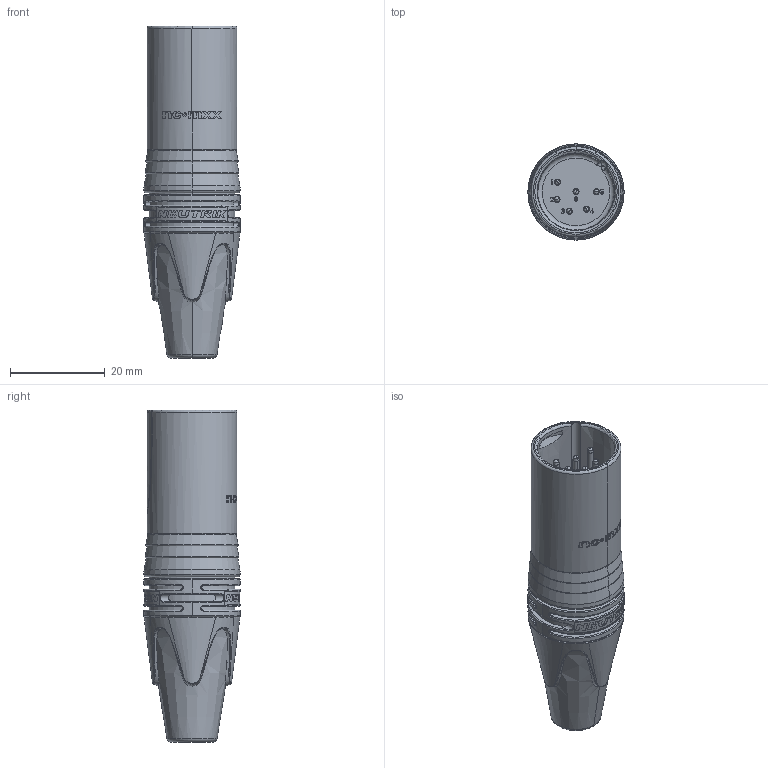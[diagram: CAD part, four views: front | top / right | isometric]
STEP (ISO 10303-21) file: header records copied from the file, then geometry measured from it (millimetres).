
FILE_DESCRIPTION((''),'2;1');
FILE_NAME('30010471','2023-04-18T12:04:10',('SYSTEM'),(''),'CREO PARAMETRIC BY PTC INC, 2021184','CREO PARAMETRIC BY PTC INC, 2021184','');
FILE_SCHEMA(('CONFIG_CONTROL_DESIGN'));
Length unit declared in the file: millimetre
Products named in the file (1): 30010471
Bounding box: 20.33 x 20.33 x 70.1 mm (x, y, z)
Volume: 14637.8 mm3; surface area: 5804 mm2
Topology: 1 solids, 1 shells, 809 faces, 2135 edges, 1378 vertices
Faces by surface type: plane 426, extrusion 119, bspline 113, cylinder 79, torus 31, cone 29, sphere 12
Entity records: 34976 total; most frequent: CARTESIAN_POINT 16211, ORIENTED_EDGE 4246, DIRECTION 3221, EDGE_CURVE 2123, VERTEX_POINT 1378, VECTOR 1239, LINE 1120, AXIS2_PLACEMENT_3D 991
